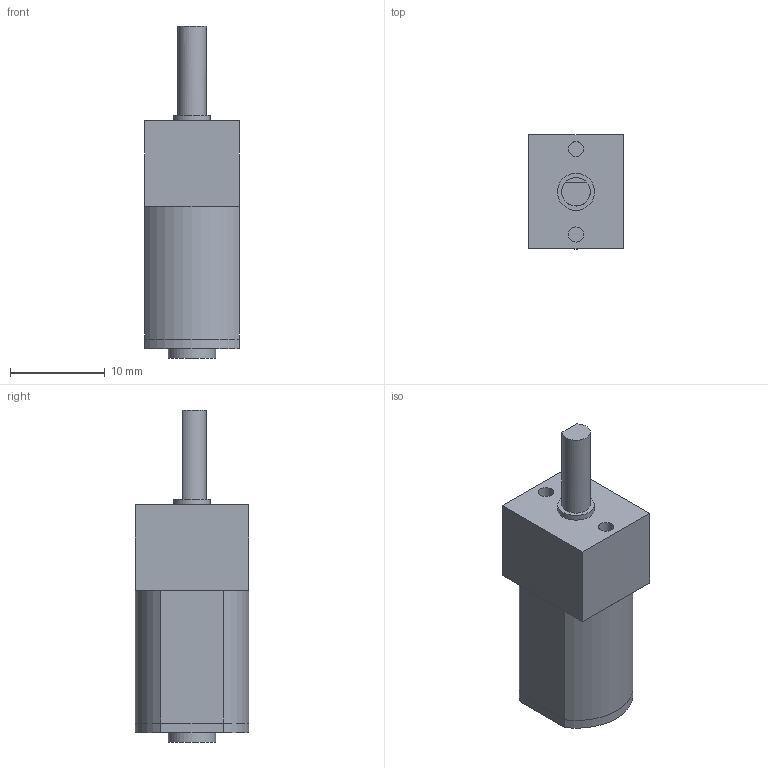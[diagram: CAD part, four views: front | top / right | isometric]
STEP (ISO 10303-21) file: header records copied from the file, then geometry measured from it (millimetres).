
FILE_DESCRIPTION(/* description */ (''),/* implementation_level */ '2;1');
FILE_NAME(/* name */ 'N20.step',/* time_stamp */ '2020-02-05T14:34:35+01:00',/* author */ (''),/* organization */ (''),/* preprocessor_version */ 'ST-DEVELOPER v18',/* originating_system */ 'Autodesk Translation Framework v8.12.0.6',/* authorisation */ '');
FILE_SCHEMA (('AUTOMOTIVE_DESIGN { 1 0 10303 214 3 1 1 }'));
Length unit declared in the file: millimetre
Products named in the file (1): N20
Bounding box: 10 x 12 x 35 mm (x, y, z)
Volume: 2719.3 mm3; surface area: 1760.5 mm2
Topology: 4 solids, 4 shells, 33 faces, 61 edges, 41 vertices
Faces by surface type: plane 23, cylinder 10
Full cylindrical faces by diameter (mm): 1.6 x2, 3 x2, 3.9 x1, 5 x1
Entity records: 877 total; most frequent: DIRECTION 152, CARTESIAN_POINT 136, ORIENTED_EDGE 122, EDGE_CURVE 61, AXIS2_PLACEMENT_3D 57, VERTEX_POINT 41, EDGE_LOOP 38, LINE 38
